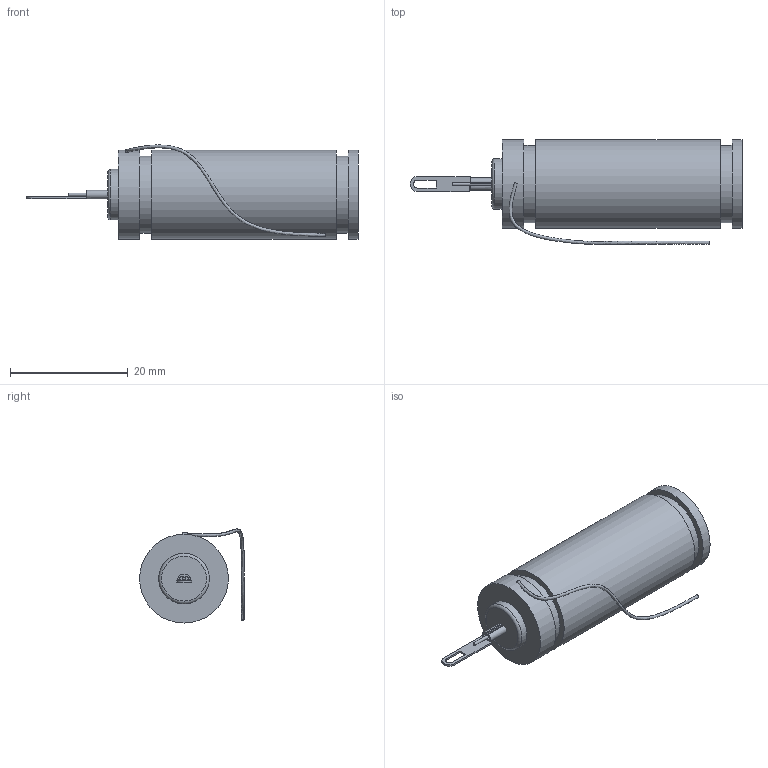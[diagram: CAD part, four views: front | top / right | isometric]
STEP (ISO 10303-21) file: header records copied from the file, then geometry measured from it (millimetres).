
FILE_DESCRIPTION(/* description */ ('Alibre Inc.'),/* implementation_level */ '2;1');
FILE_NAME(/* name */ 'export-3A00CEDC-8CCD-4612-BCA8-B9153EC2CC5F',/* time_stamp */ '2021-01-24T21:01:07-08:00',/* author */ (''),/* organization */ (''),/* preprocessor_version */ 'ST-DEVELOPER v17',/* originating_system */ 'Alibre',/* authorisation */ '');
FILE_SCHEMA (('AUTOMOTIVE_DESIGN'));
Length unit declared in the file: millimetre
Bounding box: 56.45 x 17.82 x 16 mm (x, y, z)
Volume: 7158.4 mm3; surface area: 2710.1 mm2
Topology: 3 solids, 3 shells, 54 faces, 123 edges, 80 vertices
Faces by surface type: plane 38, cylinder 14, torus 1, bspline 1
Full cylindrical faces by diameter (mm): 0.5 x1, 8.618 x1, 9.1 x1, 13.1 x2, 15.1 x3
Entity records: 1689 total; most frequent: CARTESIAN_POINT 397, DIRECTION 225, ORIENTED_EDGE 224, EDGE_CURVE 112, AXIS2_PLACEMENT_3D 95, VERTEX_POINT 78, VECTOR 74, LINE 74
